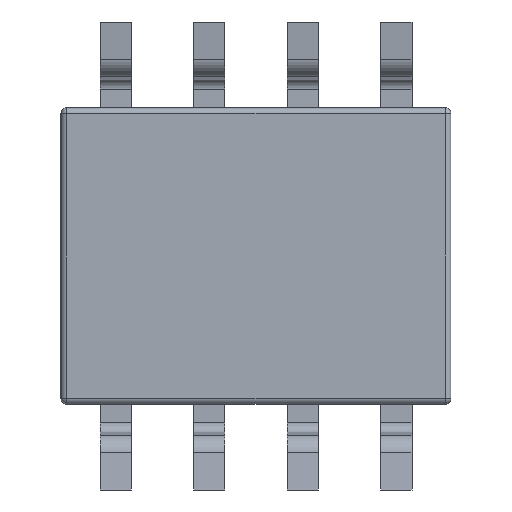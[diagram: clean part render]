
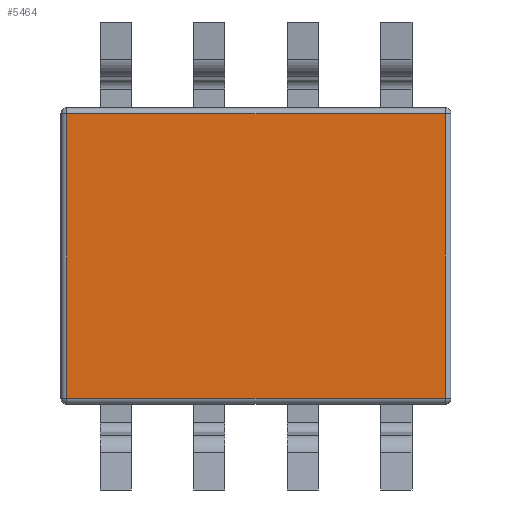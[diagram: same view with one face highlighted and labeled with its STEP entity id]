
A CAD part, front view. The second image highlights one B-rep face of the part: STEP entity #5464.
In plain terms, the highlighted planar face has unit normal (0, -1, 0).
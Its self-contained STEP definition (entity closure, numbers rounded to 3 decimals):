
#18 = DIRECTION ( 'NONE',  ( 0., 0., 1. ) ) ;
#353 = EDGE_CURVE ( 'NONE', #5049, #2446, #5461, .T. ) ;
#927 = VERTEX_POINT ( 'NONE', #5687 ) ;
#1030 = VERTEX_POINT ( 'NONE', #4412 ) ;
#1102 = FACE_OUTER_BOUND ( 'NONE', #1917, .T. ) ;
#1174 = CARTESIAN_POINT ( 'NONE',  ( 0., 0., 1.825 ) ) ;
#1843 = DIRECTION ( 'NONE',  ( 0., 0., -1. ) ) ;
#1917 = EDGE_LOOP ( 'NONE', ( #3445, #6781, #4615, #5948 ) ) ;
#2446 = VERTEX_POINT ( 'NONE', #5585 ) ;
#2632 = VECTOR ( 'NONE', #6760, 1000. ) ;
#2726 = VECTOR ( 'NONE', #1843, 1000. ) ;
#2728 = DIRECTION ( 'NONE',  ( 1., 0., 0. ) ) ;
#2976 = EDGE_CURVE ( 'NONE', #1030, #927, #4339, .T. ) ;
#3023 = CARTESIAN_POINT ( 'NONE',  ( 2.425, 0., 0. ) ) ;
#3361 = EDGE_CURVE ( 'NONE', #2446, #1030, #3967, .T. ) ;
#3445 = ORIENTED_EDGE ( 'NONE', *, *, #353, .T. ) ;
#3967 = LINE ( 'NONE', #1174, #2632 ) ;
#4105 = DIRECTION ( 'NONE',  ( 0., 0., 1. ) ) ;
#4339 = LINE ( 'NONE', #5234, #2726 ) ;
#4412 = CARTESIAN_POINT ( 'NONE',  ( -2.425, 0., 1.825 ) ) ;
#4591 = VECTOR ( 'NONE', #4105, 1000. ) ;
#4615 = ORIENTED_EDGE ( 'NONE', *, *, #2976, .T. ) ;
#5049 = VERTEX_POINT ( 'NONE', #6840 ) ;
#5234 = CARTESIAN_POINT ( 'NONE',  ( -2.425, 0., 0. ) ) ;
#5461 = LINE ( 'NONE', #3023, #4591 ) ;
#5464 = ADVANCED_FACE ( 'NONE', ( #1102 ), #5568, .F. ) ;
#5568 = PLANE ( 'NONE',  #6190 ) ;
#5585 = CARTESIAN_POINT ( 'NONE',  ( 2.425, 0., 1.825 ) ) ;
#5678 = CARTESIAN_POINT ( 'NONE',  ( 0., 0., -1.825 ) ) ;
#5687 = CARTESIAN_POINT ( 'NONE',  ( -2.425, 0., -1.825 ) ) ;
#5948 = ORIENTED_EDGE ( 'NONE', *, *, #6533, .T. ) ;
#6029 = VECTOR ( 'NONE', #2728, 1000. ) ;
#6165 = CARTESIAN_POINT ( 'NONE',  ( 0., 0., 0. ) ) ;
#6190 = AXIS2_PLACEMENT_3D ( 'NONE', #6165, #7302, #18 ) ;
#6480 = LINE ( 'NONE', #5678, #6029 ) ;
#6533 = EDGE_CURVE ( 'NONE', #927, #5049, #6480, .T. ) ;
#6760 = DIRECTION ( 'NONE',  ( -1., 0., 0. ) ) ;
#6781 = ORIENTED_EDGE ( 'NONE', *, *, #3361, .T. ) ;
#6840 = CARTESIAN_POINT ( 'NONE',  ( 2.425, 0., -1.825 ) ) ;
#7302 = DIRECTION ( 'NONE',  ( 0., 1., 0. ) ) ;
